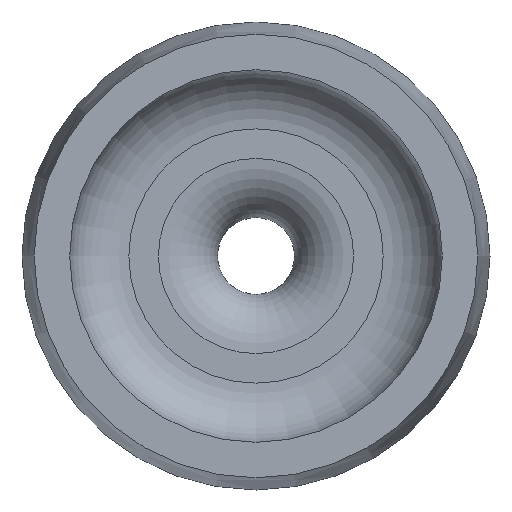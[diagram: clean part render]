
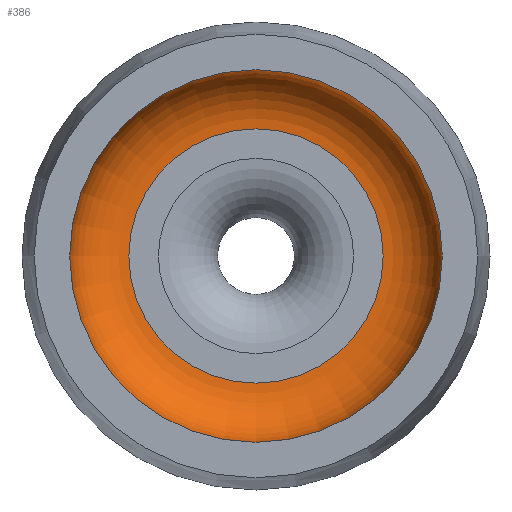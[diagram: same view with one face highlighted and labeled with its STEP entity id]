
A CAD part, left-side view. The second image highlights one B-rep face of the part: STEP entity #386.
In plain terms, the highlighted toroidal (fillet/blend) face has major radius 5.461 mm and minor radius 2.54 mm.
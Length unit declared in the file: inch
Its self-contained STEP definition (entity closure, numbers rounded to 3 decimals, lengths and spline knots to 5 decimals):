
#17=TOROIDAL_SURFACE('',#465,0.215,0.1);
#77=FACE_OUTER_BOUND('',#110,.T.);
#110=EDGE_LOOP('',(#343,#344,#345,#346,#347,#348));
#144=CIRCLE('',#451,0.315);
#145=CIRCLE('',#452,0.315);
#146=CIRCLE('',#454,0.215);
#147=CIRCLE('',#455,0.215);
#154=CIRCLE('',#466,0.1);
#188=VERTEX_POINT('',#703);
#189=VERTEX_POINT('',#705);
#190=VERTEX_POINT('',#709);
#191=VERTEX_POINT('',#710);
#236=EDGE_CURVE('',#188,#189,#144,.F.);
#237=EDGE_CURVE('',#189,#188,#145,.F.);
#238=EDGE_CURVE('',#190,#191,#146,.T.);
#239=EDGE_CURVE('',#191,#190,#147,.T.);
#247=EDGE_CURVE('',#191,#189,#154,.T.);
#343=ORIENTED_EDGE('',*,*,#238,.F.);
#344=ORIENTED_EDGE('',*,*,#239,.F.);
#345=ORIENTED_EDGE('',*,*,#247,.T.);
#346=ORIENTED_EDGE('',*,*,#236,.F.);
#347=ORIENTED_EDGE('',*,*,#237,.F.);
#348=ORIENTED_EDGE('',*,*,#247,.F.);
#386=ADVANCED_FACE('',(#77),#17,.F.);
#451=AXIS2_PLACEMENT_3D('',#706,#577,#578);
#452=AXIS2_PLACEMENT_3D('',#707,#579,#580);
#454=AXIS2_PLACEMENT_3D('',#711,#583,#584);
#455=AXIS2_PLACEMENT_3D('',#712,#585,#586);
#465=AXIS2_PLACEMENT_3D('',#727,#606,#607);
#466=AXIS2_PLACEMENT_3D('',#728,#608,#609);
#577=DIRECTION('center_axis',(-1.,0.,0.));
#578=DIRECTION('ref_axis',(0.,-1.,0.));
#579=DIRECTION('center_axis',(-1.,0.,0.));
#580=DIRECTION('ref_axis',(0.,-1.,0.));
#583=DIRECTION('center_axis',(-1.,0.,0.));
#584=DIRECTION('ref_axis',(0.,-1.,0.));
#585=DIRECTION('center_axis',(-1.,0.,0.));
#586=DIRECTION('ref_axis',(0.,-1.,0.));
#606=DIRECTION('center_axis',(-1.,0.,0.));
#607=DIRECTION('ref_axis',(0.,0.,1.));
#608=DIRECTION('center_axis',(0.,1.,0.));
#609=DIRECTION('ref_axis',(0.,0.,-1.));
#703=CARTESIAN_POINT('',(-0.16,-0.315,0.));
#705=CARTESIAN_POINT('',(-0.16,0.,-0.315));
#706=CARTESIAN_POINT('Origin',(-0.16,0.,0.));
#707=CARTESIAN_POINT('Origin',(-0.16,0.,0.));
#709=CARTESIAN_POINT('',(-0.06,-0.215,0.));
#710=CARTESIAN_POINT('',(-0.06,0.,-0.215));
#711=CARTESIAN_POINT('Origin',(-0.06,0.,0.));
#712=CARTESIAN_POINT('Origin',(-0.06,0.,0.));
#727=CARTESIAN_POINT('Origin',(-0.16,0.,0.));
#728=CARTESIAN_POINT('Origin',(-0.16,0.,-0.215));
